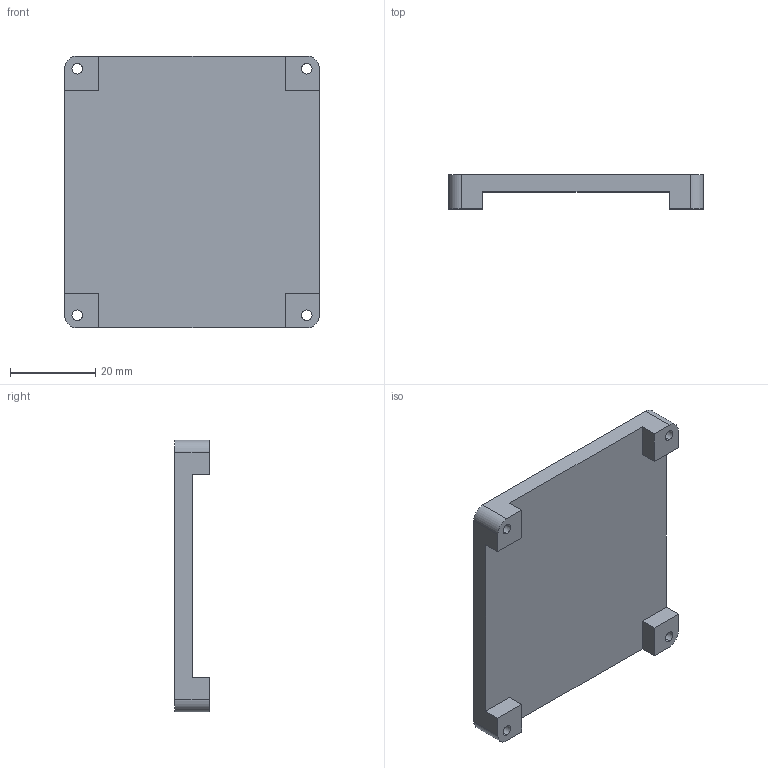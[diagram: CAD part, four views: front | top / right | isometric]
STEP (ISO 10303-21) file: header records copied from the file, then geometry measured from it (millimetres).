
FILE_DESCRIPTION (( 'STEP AP214' ), '1' );
FILE_NAME ('【机加工件】cnc_电容组顶底板_D', '2025-03-08T23:01:35', ( '' ), ( '' ), 'SwSTEP 2.0', 'SolidWorks 2024', '' );
FILE_SCHEMA (( 'AUTOMOTIVE_DESIGN' ));
Length unit declared in the file: millimetre
Products named in the file (1): 【机加工件】cnc_电容组顶底板_D2.5_带队标
Bounding box: 59.97 x 8 x 63.97 mm (x, y, z)
Volume: 15830.1 mm3; surface area: 9454.9 mm2
Topology: 1 solids, 1 shells, 118 faces, 315 edges, 210 vertices
Faces by surface type: plane 65, cylinder 53
Entity records: 3744 total; most frequent: DIRECTION 659, CARTESIAN_POINT 644, ORIENTED_EDGE 630, EDGE_CURVE 315, AXIS2_PLACEMENT_3D 225, VERTEX_POINT 210, LINE 209, VECTOR 209
